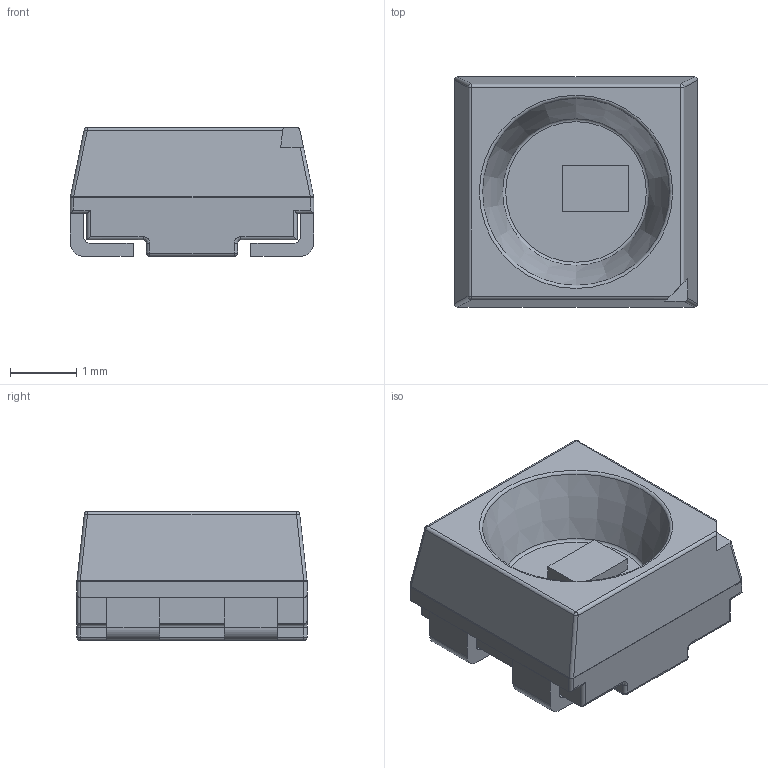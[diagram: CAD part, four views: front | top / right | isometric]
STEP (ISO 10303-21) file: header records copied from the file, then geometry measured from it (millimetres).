
FILE_DESCRIPTION(/* description */ (''),/* implementation_level */ '2;1');
FILE_NAME(/* name */ 'LED_WS2812B-MINI.step',/* time_stamp */ '2024-07-13T17:10:47+02:00',/* author */ (''),/* organization */ (''),/* preprocessor_version */ 'ST-DEVELOPER v20',/* originating_system */ 'Autodesk Translation Framework v13.14.0.145',/* authorisation */ '');
FILE_SCHEMA (('AUTOMOTIVE_DESIGN { 1 0 10303 214 3 1 1 }'));
Length unit declared in the file: millimetre
Products named in the file (1): LED_WS2812B-MINI
Bounding box: 3.68 x 3.48 x 1.95 mm (x, y, z)
Volume: 16.8 mm3; surface area: 68.5 mm2
Topology: 6 solids, 6 shells, 131 faces, 289 edges, 171 vertices
Faces by surface type: plane 59, cylinder 50, sphere 15, torus 6, cone 1
Entity records: 3592 total; most frequent: DIRECTION 653, CARTESIAN_POINT 592, ORIENTED_EDGE 578, EDGE_CURVE 289, AXIS2_PLACEMENT_3D 232, LINE 189, VECTOR 189, VERTEX_POINT 171
